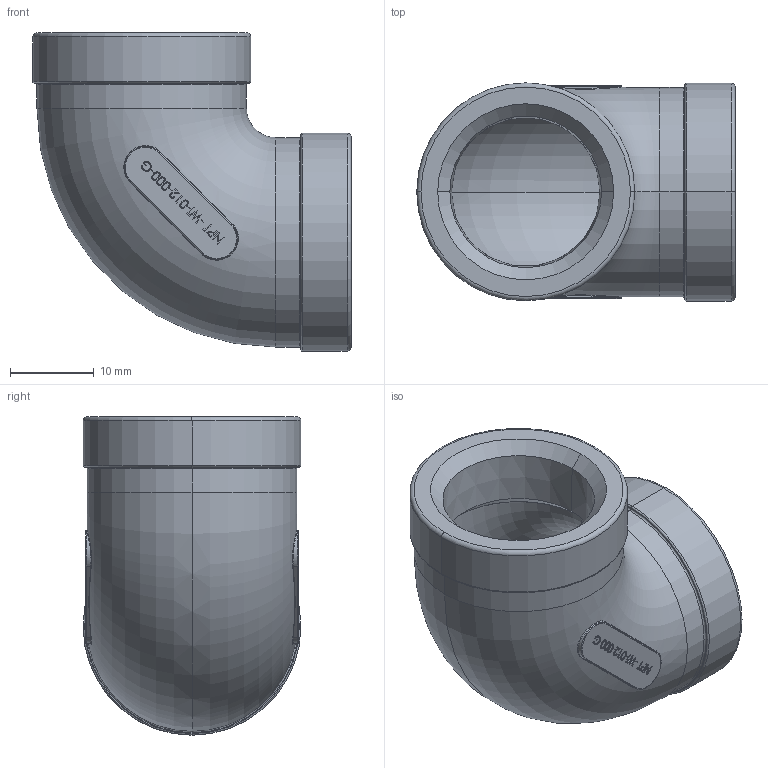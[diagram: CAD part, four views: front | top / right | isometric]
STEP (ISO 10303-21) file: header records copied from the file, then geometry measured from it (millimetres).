
FILE_DESCRIPTION (( 'STEP AP214' ), '1' );
FILE_NAME ('NPT -WI-012-000-G Winkel 90° 1805.STEP', '2018-05-08T12:55:49', ( '' ), ( '' ), 'SwSTEP 2.0', 'SolidWorks 2016', '' );
FILE_SCHEMA (( 'AUTOMOTIVE_DESIGN' ));
Length unit declared in the file: millimetre
Products named in the file (1): NPT -WI-012-000-G   Winkel 90° 1805
Bounding box: 38 x 26 x 38 mm (x, y, z)
Volume: 8206.7 mm3; surface area: 6707.4 mm2
Topology: 1 solids, 1 shells, 339 faces, 856 edges, 556 vertices
Faces by surface type: plane 144, bspline 139, torus 22, cylinder 22, cone 12
Entity records: 21316 total; most frequent: CARTESIAN_POINT 11825, ORIENTED_EDGE 1712, DIRECTION 1078, EDGE_CURVE 856, VERTEX_POINT 556, LINE 468, VECTOR 468, EDGE_LOOP 378
